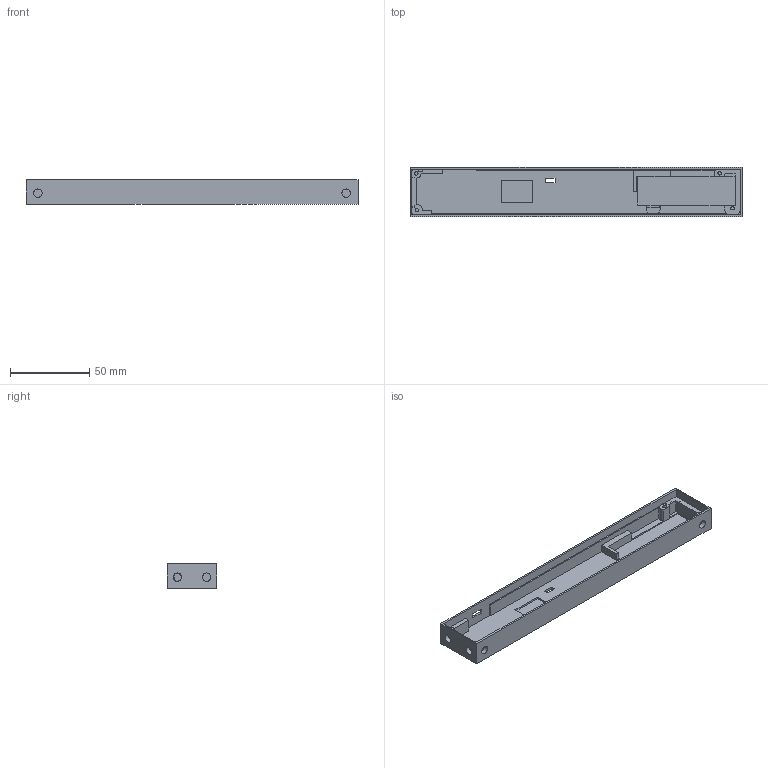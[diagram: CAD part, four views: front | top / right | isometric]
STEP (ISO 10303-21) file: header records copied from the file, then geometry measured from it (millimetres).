
FILE_DESCRIPTION(/* description */ (''),/* implementation_level */ '2;1');
FILE_NAME(/* name */ 'link_tdlf_client.step',/* time_stamp */ '2021-04-11T14:27:45-04:00',/* author */ (''),/* organization */ (''),/* preprocessor_version */ 'ST-DEVELOPER v18.1',/* originating_system */ 'Autodesk Translation Framework v10.6.0.1341',/* authorisation */ '');
FILE_SCHEMA (('AUTOMOTIVE_DESIGN { 1 0 10303 214 3 1 1 }'));
Length unit declared in the file: millimetre
Products named in the file (1): fusion_poche_importation v16
Bounding box: 209.5 x 31.5 x 15.5 mm (x, y, z)
Volume: 21987.9 mm3; surface area: 29066.1 mm2
Topology: 1 solids, 4 shells, 170 faces, 441 edges, 292 vertices
Faces by surface type: plane 123, cylinder 47
Full cylindrical faces by diameter (mm): 2.2 x5, 5.1 x1, 5.3 x8
Entity records: 5474 total; most frequent: CARTESIAN_POINT 1174, ORIENTED_EDGE 882, DIRECTION 855, EDGE_CURVE 441, LINE 335, VECTOR 335, VERTEX_POINT 292, AXIS2_PLACEMENT_3D 260
